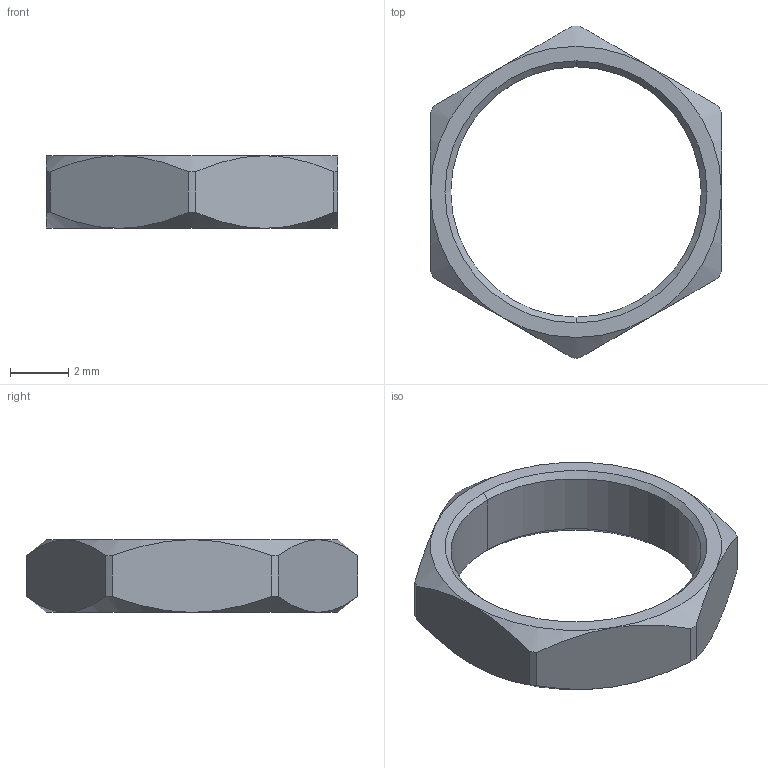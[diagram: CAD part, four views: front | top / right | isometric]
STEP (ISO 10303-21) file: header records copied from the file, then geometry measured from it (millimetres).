
FILE_DESCRIPTION((''),'2;1');
FILE_NAME('D-NR3-NUT','2016-05-03T',('odo'),(''),'CREO PARAMETRIC BY PTC INC, 2015380','CREO PARAMETRIC BY PTC INC, 2015380','');
FILE_SCHEMA(('CONFIG_CONTROL_DESIGN'));
Length unit declared in the file: millimetre
Products named in the file (1): D-NR3-NUT
Bounding box: 10 x 11.4 x 2.5 mm (x, y, z)
Volume: 67.2 mm3; surface area: 194.5 mm2
Topology: 1 solids, 1 shells, 32 faces, 74 edges, 44 vertices
Faces by surface type: cone 16, plane 8, cylinder 8
Entity records: 1028 total; most frequent: CARTESIAN_POINT 282, ORIENTED_EDGE 148, DIRECTION 146, EDGE_CURVE 74, AXIS2_PLACEMENT_3D 64, VERTEX_POINT 44, EDGE_LOOP 34, FACE_OUTER_BOUND 32
